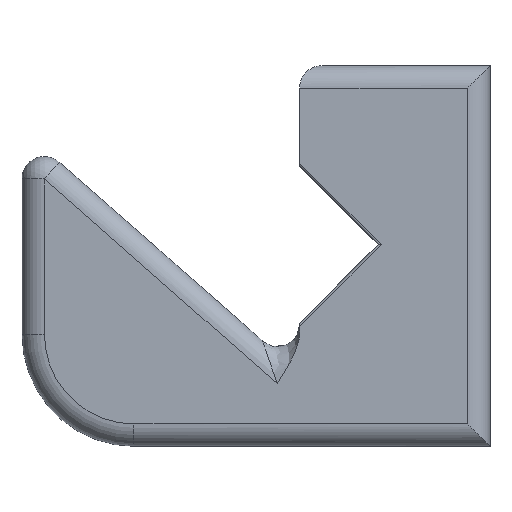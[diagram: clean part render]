
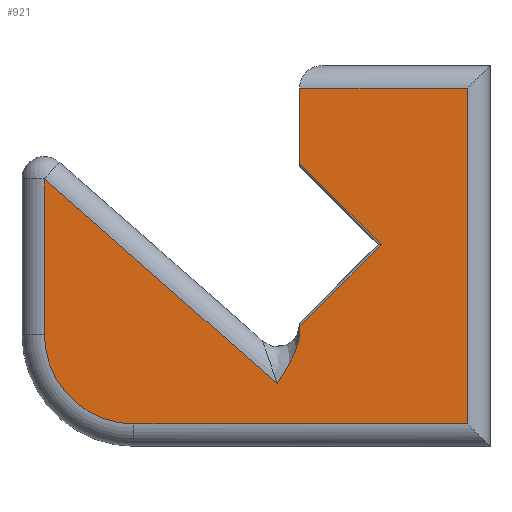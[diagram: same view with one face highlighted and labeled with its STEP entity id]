
A CAD part, left-side view. The second image highlights one B-rep face of the part: STEP entity #921.
In plain terms, the highlighted planar face has unit normal (-1, 0, 0).
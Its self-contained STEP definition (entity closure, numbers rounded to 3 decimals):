
#34 = CARTESIAN_POINT ( 'NONE',  ( 0.31, 13.788, 55.877 ) ) ;
#60 = DIRECTION ( 'NONE',  ( 0., 0., 1. ) ) ;
#72 = CARTESIAN_POINT ( 'NONE',  ( 0.31, 51.588, 47.755 ) ) ;
#109 = DIRECTION ( 'NONE',  ( 0., 0.751, 0.66 ) ) ;
#116 = ORIENTED_EDGE ( 'NONE', *, *, #726, .T. ) ;
#135 = EDGE_CURVE ( 'NONE', #1173, #284, #282, .T. ) ;
#173 = CARTESIAN_POINT ( 'NONE',  ( 0.31, 51.588, 30.377 ) ) ;
#181 = VECTOR ( 'NONE', #1128, 1000. ) ;
#199 = ORIENTED_EDGE ( 'NONE', *, *, #1315, .T. ) ;
#203 = DIRECTION ( 'NONE',  ( 0., 0., 1. ) ) ;
#206 = EDGE_CURVE ( 'NONE', #1247, #377, #1405, .T. ) ;
#212 = ORIENTED_EDGE ( 'NONE', *, *, #753, .T. ) ;
#219 = VERTEX_POINT ( 'NONE', #72 ) ;
#223 = CARTESIAN_POINT ( 'NONE',  ( 0.31, 30.788, 29.468 ) ) ;
#235 = LINE ( 'NONE', #1115, #288 ) ;
#260 = EDGE_CURVE ( 'NONE', #924, #219, #803, .T. ) ;
#265 = CARTESIAN_POINT ( 'NONE',  ( 0.31, 43.297, 20.085 ) ) ;
#270 = ORIENTED_EDGE ( 'NONE', *, *, #1293, .F. ) ;
#282 = CIRCLE ( 'NONE', #1074, 8. ) ;
#284 = VERTEX_POINT ( 'NONE', #970 ) ;
#285 = CARTESIAN_POINT ( 'NONE',  ( 0.31, 28.788, 55.877 ) ) ;
#288 = VECTOR ( 'NONE', #875, 1000. ) ;
#343 = VERTEX_POINT ( 'NONE', #1570 ) ;
#377 = VERTEX_POINT ( 'NONE', #1454 ) ;
#395 = CARTESIAN_POINT ( 'NONE',  ( 0.31, 28.788, 49.159 ) ) ;
#416 = LINE ( 'NONE', #898, #181 ) ;
#425 = VECTOR ( 'NONE', #60, 1000. ) ;
#426 = ORIENTED_EDGE ( 'NONE', *, *, #870, .T. ) ;
#432 = CARTESIAN_POINT ( 'NONE',  ( 0.31, 28.788, 33.649 ) ) ;
#434 = DIRECTION ( 'NONE',  ( 0., 0., -1. ) ) ;
#443 = ORIENTED_EDGE ( 'NONE', *, *, #991, .T. ) ;
#474 = CARTESIAN_POINT ( 'NONE',  ( 0.31, 21.647, 42.018 ) ) ;
#499 = CARTESIAN_POINT ( 'NONE',  ( 0.31, 30.788, 29.468 ) ) ;
#522 = VECTOR ( 'NONE', #591, 1000. ) ;
#559 = EDGE_LOOP ( 'NONE', ( #895, #212, #443, #426, #270, #1531, #1182, #1506, #199, #737, #116 ) ) ;
#591 = DIRECTION ( 'NONE',  ( 0., -1., 0. ) ) ;
#618 = LINE ( 'NONE', #265, #1360 ) ;
#619 = LINE ( 'NONE', #474, #823 ) ;
#653 = VECTOR ( 'NONE', #109, 1000. ) ;
#671 = DIRECTION ( 'NONE',  ( 0., 0., -1. ) ) ;
#679 = VERTEX_POINT ( 'NONE', #1147 ) ;
#716 = CARTESIAN_POINT ( 'NONE',  ( 0.31, 29.136, 32.417 ) ) ;
#726 = EDGE_CURVE ( 'NONE', #219, #284, #911, .T. ) ;
#737 = ORIENTED_EDGE ( 'NONE', *, *, #260, .T. ) ;
#741 = CARTESIAN_POINT ( 'NONE',  ( 0.31, 29.693, 31.277 ) ) ;
#753 = EDGE_CURVE ( 'NONE', #1173, #343, #1059, .T. ) ;
#758 = DIRECTION ( 'NONE',  ( 0., 0., -1. ) ) ;
#803 = LINE ( 'NONE', #1322, #653 ) ;
#817 = CARTESIAN_POINT ( 'NONE',  ( 0.31, 28.788, 34.08 ) ) ;
#823 = VECTOR ( 'NONE', #1344, 1000. ) ;
#850 = AXIS2_PLACEMENT_3D ( 'NONE', #983, #1456, #758 ) ;
#859 = EDGE_CURVE ( 'NONE', #679, #377, #618, .T. ) ;
#860 = CARTESIAN_POINT ( 'NONE',  ( 0.31, 43.588, 25.877 ) ) ;
#870 = EDGE_CURVE ( 'NONE', #1560, #1101, #235, .T. ) ;
#874 = VERTEX_POINT ( 'NONE', #395 ) ;
#875 = DIRECTION ( 'NONE',  ( 0., 1., 0. ) ) ;
#895 = ORIENTED_EDGE ( 'NONE', *, *, #135, .F. ) ;
#898 = CARTESIAN_POINT ( 'NONE',  ( 0.31, 13.788, 57.877 ) ) ;
#911 = LINE ( 'NONE', #173, #1256 ) ;
#917 = CARTESIAN_POINT ( 'NONE',  ( 0.31, 43.588, 33.877 ) ) ;
#921 = ADVANCED_FACE ( 'NONE', ( #1352 ), #1580, .F. ) ;
#924 = VERTEX_POINT ( 'NONE', #223 ) ;
#934 = LINE ( 'NONE', #1416, #1389 ) ;
#965 = CARTESIAN_POINT ( 'NONE',  ( 0.31, 28.873, 33.233 ) ) ;
#970 = CARTESIAN_POINT ( 'NONE',  ( 0.31, 51.588, 33.877 ) ) ;
#983 = CARTESIAN_POINT ( 'NONE',  ( 0.31, 53.588, 30.377 ) ) ;
#991 = EDGE_CURVE ( 'NONE', #343, #1560, #416, .T. ) ;
#1031 = DIRECTION ( 'NONE',  ( 1., 0., 0. ) ) ;
#1059 = LINE ( 'NONE', #1306, #522 ) ;
#1074 = AXIS2_PLACEMENT_3D ( 'NONE', #917, #1031, #434 ) ;
#1082 = CARTESIAN_POINT ( 'NONE',  ( 0.31, 30.563, 29.827 ) ) ;
#1087 = B_SPLINE_CURVE_WITH_KNOTS ( 'NONE', 3,
 ( #817, #432, #965, #716, #1092, #741, #1326, #1215, #1082, #499 ),
 .UNSPECIFIED., .F., .F.,
 ( 4, 2, 2, 2, 4 ),
 ( 0., 0.001, 0.003, 0.004, 0.005 ),
 .UNSPECIFIED. ) ;
#1092 = CARTESIAN_POINT ( 'NONE',  ( 0.31, 29.309, 32.03 ) ) ;
#1101 = VERTEX_POINT ( 'NONE', #285 ) ;
#1115 = CARTESIAN_POINT ( 'NONE',  ( 0.31, 28.788, 55.877 ) ) ;
#1128 = DIRECTION ( 'NONE',  ( 0., 0., 1. ) ) ;
#1147 = CARTESIAN_POINT ( 'NONE',  ( 0.31, 21.506, 41.877 ) ) ;
#1164 = CARTESIAN_POINT ( 'NONE',  ( 0.31, 28.788, 34.08 ) ) ;
#1173 = VERTEX_POINT ( 'NONE', #860 ) ;
#1182 = ORIENTED_EDGE ( 'NONE', *, *, #859, .T. ) ;
#1215 = CARTESIAN_POINT ( 'NONE',  ( 0.31, 30.338, 30.185 ) ) ;
#1247 = VERTEX_POINT ( 'NONE', #1164 ) ;
#1256 = VECTOR ( 'NONE', #671, 1000. ) ;
#1291 = CARTESIAN_POINT ( 'NONE',  ( 0.31, 28.788, 18.877 ) ) ;
#1293 = EDGE_CURVE ( 'NONE', #874, #1101, #934, .T. ) ;
#1306 = CARTESIAN_POINT ( 'NONE',  ( 0.31, 11.788, 25.877 ) ) ;
#1315 = EDGE_CURVE ( 'NONE', #1247, #924, #1087, .T. ) ;
#1322 = CARTESIAN_POINT ( 'NONE',  ( 0.31, 54.909, 50.675 ) ) ;
#1326 = CARTESIAN_POINT ( 'NONE',  ( 0.31, 29.903, 30.911 ) ) ;
#1344 = DIRECTION ( 'NONE',  ( 0., -0.707, -0.707 ) ) ;
#1352 = FACE_OUTER_BOUND ( 'NONE', #559, .T. ) ;
#1360 = VECTOR ( 'NONE', #1483, 1000. ) ;
#1389 = VECTOR ( 'NONE', #203, 1000. ) ;
#1405 = LINE ( 'NONE', #1291, #425 ) ;
#1414 = EDGE_CURVE ( 'NONE', #874, #679, #619, .T. ) ;
#1416 = CARTESIAN_POINT ( 'NONE',  ( 0.31, 28.788, 18.877 ) ) ;
#1454 = CARTESIAN_POINT ( 'NONE',  ( 0.31, 28.788, 34.594 ) ) ;
#1456 = DIRECTION ( 'NONE',  ( 1., 0., 0. ) ) ;
#1483 = DIRECTION ( 'NONE',  ( 0., 0.707, -0.707 ) ) ;
#1506 = ORIENTED_EDGE ( 'NONE', *, *, #206, .F. ) ;
#1531 = ORIENTED_EDGE ( 'NONE', *, *, #1414, .T. ) ;
#1560 = VERTEX_POINT ( 'NONE', #34 ) ;
#1570 = CARTESIAN_POINT ( 'NONE',  ( 0.31, 13.788, 25.877 ) ) ;
#1580 = PLANE ( 'NONE',  #850 ) ;
